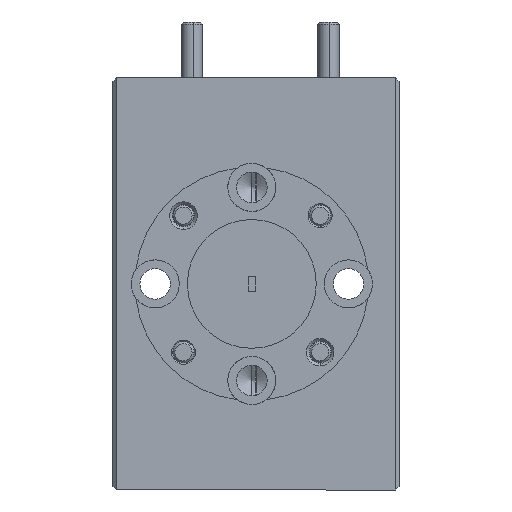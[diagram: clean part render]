
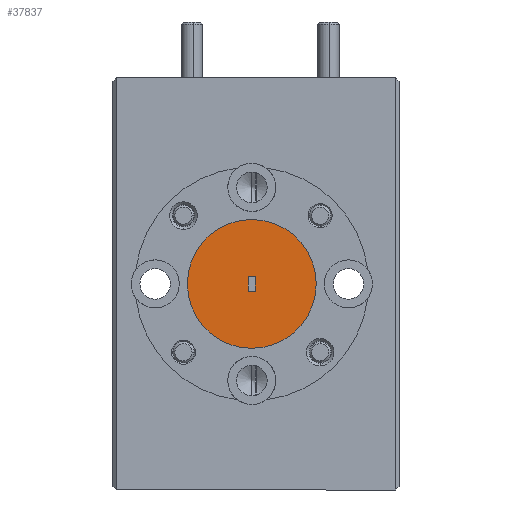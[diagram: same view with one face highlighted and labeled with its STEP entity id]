
A CAD part, left-side view. The second image highlights one B-rep face of the part: STEP entity #37837.
In plain terms, the highlighted planar face has unit normal (-1, 0, 0).
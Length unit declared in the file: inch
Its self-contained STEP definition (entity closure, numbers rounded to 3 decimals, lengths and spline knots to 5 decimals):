
#660 = EDGE_CURVE ( 'NONE', #42505, #30790, #14101, .T. ) ;
#803 = DIRECTION ( 'NONE',  ( 0., 0., -1. ) ) ;
#953 = EDGE_CURVE ( 'NONE', #8096, #48809, #47469, .T. ) ;
#1317 = VECTOR ( 'NONE', #19222, 39.37008 ) ;
#1914 = CARTESIAN_POINT ( 'NONE',  ( -0.7, 0., 0.0215 ) ) ;
#2177 = CARTESIAN_POINT ( 'NONE',  ( -0.7, 0.0215, -0.0215 ) ) ;
#2208 = DIRECTION ( 'NONE',  ( 0., -1., 0. ) ) ;
#2319 = CARTESIAN_POINT ( 'NONE',  ( -0.7, 0., -0.0215 ) ) ;
#2404 = DIRECTION ( 'NONE',  ( 1., 0., 0. ) ) ;
#3478 = CARTESIAN_POINT ( 'NONE',  ( -0.7, 0.0215, -0.0215 ) ) ;
#4589 = ORIENTED_EDGE ( 'NONE', *, *, #17944, .F. ) ;
#6808 = CARTESIAN_POINT ( 'NONE',  ( -0.7, 0.01075, 0. ) ) ;
#8096 = VERTEX_POINT ( 'NONE', #17397 ) ;
#8791 = AXIS2_PLACEMENT_3D ( 'NONE', #44101, #2404, #40664 ) ;
#9218 = CARTESIAN_POINT ( 'NONE',  ( -0.7, 0.01075, 0. ) ) ;
#12072 = ORIENTED_EDGE ( 'NONE', *, *, #43858, .F. ) ;
#13645 = VERTEX_POINT ( 'NONE', #2319 ) ;
#14101 = LINE ( 'NONE', #2177, #48210 ) ;
#16154 = DIRECTION ( 'NONE',  ( 1., 0., 0. ) ) ;
#16809 = FACE_BOUND ( 'NONE', #47697, .T. ) ;
#17311 = DIRECTION ( 'NONE',  ( 0., 0., -1. ) ) ;
#17397 = CARTESIAN_POINT ( 'NONE',  ( -0.7, 0.01075, 0.1875 ) ) ;
#17559 = EDGE_CURVE ( 'NONE', #42505, #32106, #23631, .T. ) ;
#17944 = EDGE_CURVE ( 'NONE', #48809, #8096, #41569, .T. ) ;
#18004 = CARTESIAN_POINT ( 'NONE',  ( -0.7, 0.0215, 0.0215 ) ) ;
#19222 = DIRECTION ( 'NONE',  ( 0., -1., 0. ) ) ;
#20519 = DIRECTION ( 'NONE',  ( 0., 0., 1. ) ) ;
#20995 = LINE ( 'NONE', #39999, #33576 ) ;
#22760 = EDGE_CURVE ( 'NONE', #30790, #13645, #20995, .T. ) ;
#23631 = LINE ( 'NONE', #27331, #1317 ) ;
#25885 = EDGE_LOOP ( 'NONE', ( #28372, #4589 ) ) ;
#27331 = CARTESIAN_POINT ( 'NONE',  ( -0.7, 0.0215, 0.0215 ) ) ;
#28372 = ORIENTED_EDGE ( 'NONE', *, *, #953, .F. ) ;
#29160 = ORIENTED_EDGE ( 'NONE', *, *, #22760, .F. ) ;
#29228 = DIRECTION ( 'NONE',  ( 1., 0., 0. ) ) ;
#30790 = VERTEX_POINT ( 'NONE', #3478 ) ;
#31594 = CARTESIAN_POINT ( 'NONE',  ( -0.7, 0., 0.6 ) ) ;
#32106 = VERTEX_POINT ( 'NONE', #1914 ) ;
#33576 = VECTOR ( 'NONE', #2208, 39.37008 ) ;
#34066 = AXIS2_PLACEMENT_3D ( 'NONE', #6808, #29228, #36895 ) ;
#34760 = PLANE ( 'NONE',  #8791 ) ;
#36895 = DIRECTION ( 'NONE',  ( 0., 0., -1. ) ) ;
#37485 = ORIENTED_EDGE ( 'NONE', *, *, #17559, .T. ) ;
#37837 = ADVANCED_FACE ( 'NONE', ( #46295, #16809 ), #34760, .F. ) ;
#39999 = CARTESIAN_POINT ( 'NONE',  ( -0.7, 0.0215, -0.0215 ) ) ;
#40664 = DIRECTION ( 'NONE',  ( 0., 0., -1. ) ) ;
#41259 = CARTESIAN_POINT ( 'NONE',  ( -0.7, 0.01075, -0.1875 ) ) ;
#41569 = CIRCLE ( 'NONE', #48639, 0.1875 ) ;
#41959 = VECTOR ( 'NONE', #20519, 39.37008 ) ;
#42505 = VERTEX_POINT ( 'NONE', #18004 ) ;
#42723 = LINE ( 'NONE', #31594, #41959 ) ;
#43858 = EDGE_CURVE ( 'NONE', #13645, #32106, #42723, .T. ) ;
#44101 = CARTESIAN_POINT ( 'NONE',  ( -0.7, 0.415, 0.6 ) ) ;
#46295 = FACE_OUTER_BOUND ( 'NONE', #25885, .T. ) ;
#47370 = ORIENTED_EDGE ( 'NONE', *, *, #660, .F. ) ;
#47469 = CIRCLE ( 'NONE', #34066, 0.1875 ) ;
#47697 = EDGE_LOOP ( 'NONE', ( #37485, #12072, #29160, #47370 ) ) ;
#48210 = VECTOR ( 'NONE', #17311, 39.37008 ) ;
#48639 = AXIS2_PLACEMENT_3D ( 'NONE', #9218, #16154, #803 ) ;
#48809 = VERTEX_POINT ( 'NONE', #41259 ) ;
